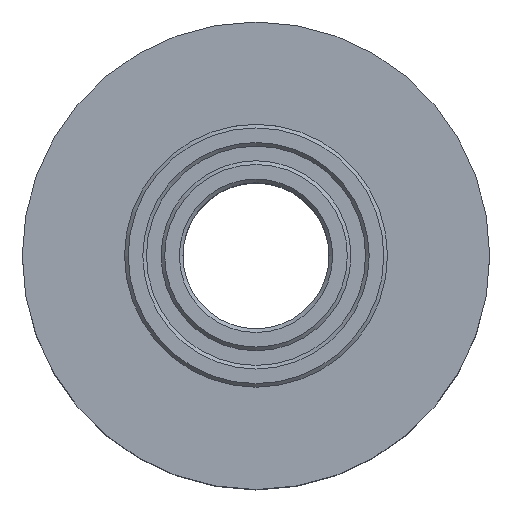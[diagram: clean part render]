
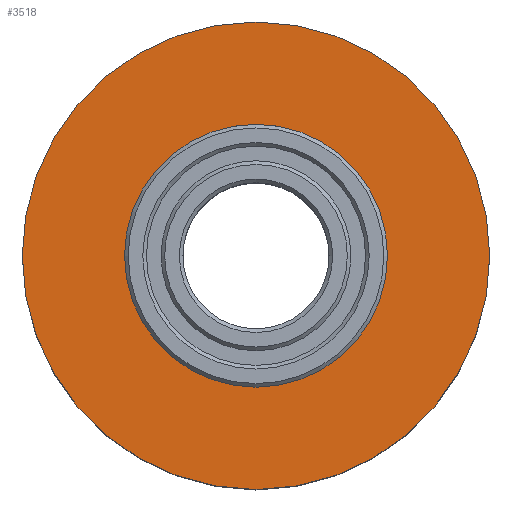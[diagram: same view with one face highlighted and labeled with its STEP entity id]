
A CAD part, top view. The second image highlights one B-rep face of the part: STEP entity #3518.
In plain terms, the highlighted planar face has unit normal (0, 0, 1).
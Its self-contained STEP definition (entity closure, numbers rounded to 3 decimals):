
#223=FACE_BOUND('',#640,.T.);
#237=PLANE('',#4095);
#431=FACE_OUTER_BOUND('',#639,.T.);
#639=EDGE_LOOP('',(#3311));
#640=EDGE_LOOP('',(#3312));
#1356=CIRCLE('',#4094,8.);
#1357=CIRCLE('',#4096,4.5);
#1710=VERTEX_POINT('',#6471);
#1711=VERTEX_POINT('',#6475);
#2243=EDGE_CURVE('',#1710,#1710,#1356,.T.);
#2245=EDGE_CURVE('',#1711,#1711,#1357,.T.);
#3311=ORIENTED_EDGE('',*,*,#2243,.T.);
#3312=ORIENTED_EDGE('',*,*,#2245,.T.);
#3518=ADVANCED_FACE('',(#431,#223),#237,.T.);
#4094=AXIS2_PLACEMENT_3D('',#6472,#5376,#5377);
#4095=AXIS2_PLACEMENT_3D('',#6474,#5379,#5380);
#4096=AXIS2_PLACEMENT_3D('',#6476,#5381,#5382);
#5376=DIRECTION('center_axis',(0.,0.,1.));
#5377=DIRECTION('ref_axis',(1.,0.,0.));
#5379=DIRECTION('center_axis',(0.,0.,1.));
#5380=DIRECTION('ref_axis',(1.,0.,0.));
#5381=DIRECTION('center_axis',(0.,0.,-1.));
#5382=DIRECTION('ref_axis',(1.,0.,0.));
#6471=CARTESIAN_POINT('',(-8.,0.,4.5));
#6472=CARTESIAN_POINT('Origin',(0.,0.,4.5));
#6474=CARTESIAN_POINT('Origin',(0.,0.,4.5));
#6475=CARTESIAN_POINT('',(-4.5,0.,4.5));
#6476=CARTESIAN_POINT('Origin',(0.,0.,4.5));
